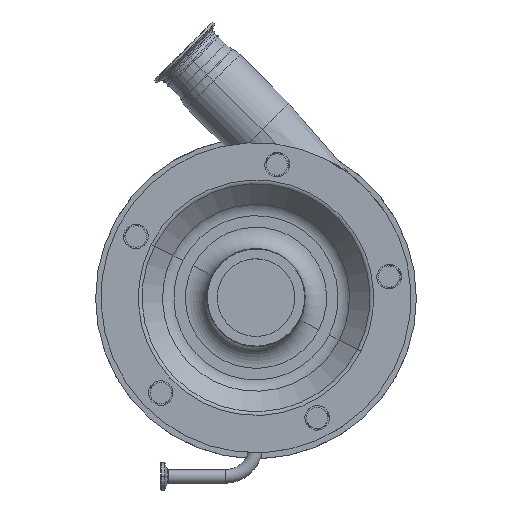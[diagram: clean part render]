
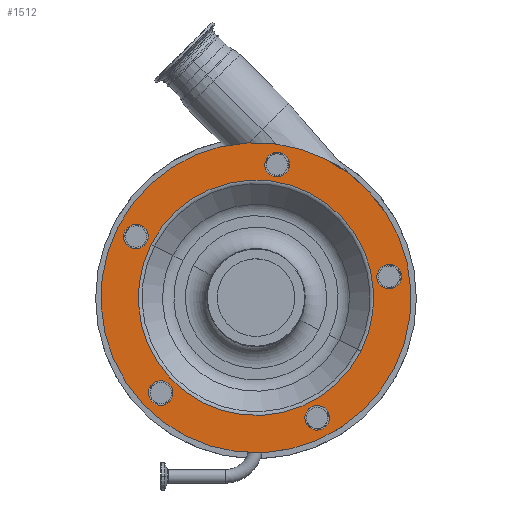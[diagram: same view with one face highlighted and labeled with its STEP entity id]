
A CAD part, top view. The second image highlights one B-rep face of the part: STEP entity #1512.
In plain terms, the highlighted planar face has unit normal (0, 0, 1).
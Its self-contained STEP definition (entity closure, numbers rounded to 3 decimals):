
#92 = ORIENTED_EDGE ( 'NONE', *, *, #2938, .F. ) ;
#133 = ORIENTED_EDGE ( 'NONE', *, *, #2809, .F. ) ;
#410 = VERTEX_POINT ( 'NONE', #19826 ) ;
#420 = EDGE_LOOP ( 'NONE', ( #13782, #12629 ) ) ;
#699 = CARTESIAN_POINT ( 'NONE',  ( 124.449, 19.711, 295. ) ) ;
#820 = AXIS2_PLACEMENT_3D ( 'NONE', #13790, #7496, #13890 ) ;
#858 = VERTEX_POINT ( 'NONE', #3073 ) ;
#1190 = ORIENTED_EDGE ( 'NONE', *, *, #9727, .F. ) ;
#1358 = EDGE_LOOP ( 'NONE', ( #4387, #1190 ) ) ;
#1457 = AXIS2_PLACEMENT_3D ( 'NONE', #18274, #18166, #9997 ) ;
#1499 = DIRECTION ( 'NONE',  ( -0.891, 0.454, 0. ) ) ;
#1512 = ADVANCED_FACE ( 'NONE', ( #14074, #20417, #6206, #7886, #14287, #19388, #12038 ), #2530, .T. ) ;
#1787 = CARTESIAN_POINT ( 'NONE',  ( -122.513, 62.424, 295. ) ) ;
#2426 = DIRECTION ( 'NONE',  ( 0., 0., 1. ) ) ;
#2530 = PLANE ( 'NONE',  #3625 ) ;
#2809 = EDGE_CURVE ( 'NONE', #3583, #15302, #7448, .T. ) ;
#2938 = EDGE_CURVE ( 'NONE', #16715, #858, #18825, .T. ) ;
#3028 = EDGE_CURVE ( 'NONE', #14154, #4491, #11474, .T. ) ;
#3073 = CARTESIAN_POINT ( 'NONE',  ( -98.074, 49.971, 295. ) ) ;
#3155 = CIRCLE ( 'NONE', #820, 11.5 ) ;
#3583 = VERTEX_POINT ( 'NONE', #3980 ) ;
#3625 = AXIS2_PLACEMENT_3D ( 'NONE', #16158, #2426, #18330 ) ;
#3643 = DIRECTION ( 'NONE',  ( -0.891, 0.454, 0. ) ) ;
#3746 = DIRECTION ( 'NONE',  ( -0.891, 0.454, 0. ) ) ;
#3753 = AXIS2_PLACEMENT_3D ( 'NONE', #14427, #5950, #4374 ) ;
#3848 = CIRCLE ( 'NONE', #14541, 145. ) ;
#3870 = EDGE_CURVE ( 'NONE', #10423, #12318, #3155, .T. ) ;
#3980 = CARTESIAN_POINT ( 'NONE',  ( 9.464, 129.67, 295. ) ) ;
#4190 = ORIENTED_EDGE ( 'NONE', *, *, #9166, .F. ) ;
#4374 = DIRECTION ( 'NONE',  ( -0.891, 0.454, 0. ) ) ;
#4387 = ORIENTED_EDGE ( 'NONE', *, *, #3028, .F. ) ;
#4491 = VERTEX_POINT ( 'NONE', #20518 ) ;
#4708 = DIRECTION ( 'NONE',  ( 0., 0., 1. ) ) ;
#4858 = DIRECTION ( 'NONE',  ( -0.891, 0.454, 0. ) ) ;
#5192 = CARTESIAN_POINT ( 'NONE',  ( 98.074, -49.971, 295. ) ) ;
#5410 = DIRECTION ( 'NONE',  ( 0., 0., 1. ) ) ;
#5432 = DIRECTION ( 'NONE',  ( -0.891, 0.454, 0. ) ) ;
#5481 = CARTESIAN_POINT ( 'NONE',  ( 67.449, -117.488, 295. ) ) ;
#5950 = DIRECTION ( 'NONE',  ( 0., 0., 1. ) ) ;
#6141 = CIRCLE ( 'NONE', #6487, 110.071 ) ;
#6206 = FACE_BOUND ( 'NONE', #420, .T. ) ;
#6220 = DIRECTION ( 'NONE',  ( -0.891, 0.454, 0. ) ) ;
#6235 = AXIS2_PLACEMENT_3D ( 'NONE', #20039, #5410, #3746 ) ;
#6334 = EDGE_CURVE ( 'NONE', #12318, #10423, #8188, .T. ) ;
#6487 = AXIS2_PLACEMENT_3D ( 'NONE', #11588, #12962, #3643 ) ;
#6645 = CARTESIAN_POINT ( 'NONE',  ( 29.957, 119.228, 295. ) ) ;
#6675 = ORIENTED_EDGE ( 'NONE', *, *, #12994, .F. ) ;
#7021 = CARTESIAN_POINT ( 'NONE',  ( -89.095, -89.095, 295. ) ) ;
#7364 = EDGE_CURVE ( 'NONE', #14703, #410, #12521, .T. ) ;
#7402 = CARTESIAN_POINT ( 'NONE',  ( 114.202, 24.932, 295. ) ) ;
#7448 = CIRCLE ( 'NONE', #17156, 11.5 ) ;
#7496 = DIRECTION ( 'NONE',  ( 0., 0., 1. ) ) ;
#7886 = FACE_BOUND ( 'NONE', #11030, .T. ) ;
#8004 = VERTEX_POINT ( 'NONE', #17867 ) ;
#8188 = CIRCLE ( 'NONE', #10525, 11.5 ) ;
#8518 = VERTEX_POINT ( 'NONE', #12357 ) ;
#8617 = CARTESIAN_POINT ( 'NONE',  ( 46.956, -107.046, 295. ) ) ;
#8837 = DIRECTION ( 'NONE',  ( -0.891, 0.454, 0. ) ) ;
#8880 = AXIS2_PLACEMENT_3D ( 'NONE', #10408, #18561, #8837 ) ;
#9166 = EDGE_CURVE ( 'NONE', #858, #16715, #6141, .T. ) ;
#9324 = EDGE_LOOP ( 'NONE', ( #4190, #92 ) ) ;
#9699 = EDGE_CURVE ( 'NONE', #13424, #8004, #3848, .T. ) ;
#9727 = EDGE_CURVE ( 'NONE', #4491, #14154, #20190, .T. ) ;
#9848 = EDGE_LOOP ( 'NONE', ( #133, #15879 ) ) ;
#9997 = DIRECTION ( 'NONE',  ( -0.891, 0.454, 0. ) ) ;
#10408 = CARTESIAN_POINT ( 'NONE',  ( 124.449, 19.711, 295. ) ) ;
#10423 = VERTEX_POINT ( 'NONE', #5481 ) ;
#10525 = AXIS2_PLACEMENT_3D ( 'NONE', #11332, #16048, #4858 ) ;
#10640 = ORIENTED_EDGE ( 'NONE', *, *, #13778, .F. ) ;
#10650 = EDGE_CURVE ( 'NONE', #8518, #11301, #12535, .T. ) ;
#10679 = DIRECTION ( 'NONE',  ( -0.891, 0.454, 0. ) ) ;
#11030 = EDGE_LOOP ( 'NONE', ( #10640, #17083 ) ) ;
#11301 = VERTEX_POINT ( 'NONE', #7402 ) ;
#11324 = DIRECTION ( 'NONE',  ( -0.891, 0.454, 0. ) ) ;
#11332 = CARTESIAN_POINT ( 'NONE',  ( 57.203, -112.267, 295. ) ) ;
#11395 = AXIS2_PLACEMENT_3D ( 'NONE', #699, #15117, #17968 ) ;
#11474 = CIRCLE ( 'NONE', #20146, 11.5 ) ;
#11561 = ORIENTED_EDGE ( 'NONE', *, *, #20096, .T. ) ;
#11588 = CARTESIAN_POINT ( 'NONE',  ( 0., 0., 295. ) ) ;
#11782 = EDGE_LOOP ( 'NONE', ( #6675, #15859 ) ) ;
#12038 = FACE_BOUND ( 'NONE', #9324, .T. ) ;
#12318 = VERTEX_POINT ( 'NONE', #8617 ) ;
#12357 = CARTESIAN_POINT ( 'NONE',  ( 134.695, 14.49, 295. ) ) ;
#12521 = CIRCLE ( 'NONE', #15566, 11.5 ) ;
#12535 = CIRCLE ( 'NONE', #8880, 11.5 ) ;
#12629 = ORIENTED_EDGE ( 'NONE', *, *, #3870, .F. ) ;
#12759 = CARTESIAN_POINT ( 'NONE',  ( -112.267, 57.203, 295. ) ) ;
#12819 = DIRECTION ( 'NONE',  ( 0., 0., 1. ) ) ;
#12962 = DIRECTION ( 'NONE',  ( 0., 0., 1. ) ) ;
#12994 = EDGE_CURVE ( 'NONE', #410, #14703, #16463, .T. ) ;
#13424 = VERTEX_POINT ( 'NONE', #18155 ) ;
#13614 = CIRCLE ( 'NONE', #18620, 11.5 ) ;
#13778 = EDGE_CURVE ( 'NONE', #11301, #8518, #17756, .T. ) ;
#13782 = ORIENTED_EDGE ( 'NONE', *, *, #6334, .F. ) ;
#13790 = CARTESIAN_POINT ( 'NONE',  ( 57.203, -112.267, 295. ) ) ;
#13890 = DIRECTION ( 'NONE',  ( -0.891, 0.454, 0. ) ) ;
#14074 = FACE_OUTER_BOUND ( 'NONE', #20321, .T. ) ;
#14154 = VERTEX_POINT ( 'NONE', #1787 ) ;
#14237 = DIRECTION ( 'NONE',  ( -0.891, 0.454, 0. ) ) ;
#14275 = DIRECTION ( 'NONE',  ( 0., 0., 1. ) ) ;
#14287 = FACE_BOUND ( 'NONE', #9848, .T. ) ;
#14427 = CARTESIAN_POINT ( 'NONE',  ( -89.095, -89.095, 295. ) ) ;
#14541 = AXIS2_PLACEMENT_3D ( 'NONE', #18942, #15494, #10679 ) ;
#14615 = CARTESIAN_POINT ( 'NONE',  ( 19.711, 124.449, 295. ) ) ;
#14617 = CIRCLE ( 'NONE', #6235, 145. ) ;
#14703 = VERTEX_POINT ( 'NONE', #18936 ) ;
#15117 = DIRECTION ( 'NONE',  ( 0., 0., 1. ) ) ;
#15302 = VERTEX_POINT ( 'NONE', #6645 ) ;
#15494 = DIRECTION ( 'NONE',  ( 0., 0., 1. ) ) ;
#15566 = AXIS2_PLACEMENT_3D ( 'NONE', #7021, #19779, #11324 ) ;
#15859 = ORIENTED_EDGE ( 'NONE', *, *, #7364, .F. ) ;
#15879 = ORIENTED_EDGE ( 'NONE', *, *, #19786, .F. ) ;
#16048 = DIRECTION ( 'NONE',  ( 0., 0., 1. ) ) ;
#16145 = CARTESIAN_POINT ( 'NONE',  ( -112.267, 57.203, 295. ) ) ;
#16158 = CARTESIAN_POINT ( 'NONE',  ( -129.196, 65.829, 295. ) ) ;
#16463 = CIRCLE ( 'NONE', #3753, 11.5 ) ;
#16656 = DIRECTION ( 'NONE',  ( 0., 0., 1. ) ) ;
#16715 = VERTEX_POINT ( 'NONE', #5192 ) ;
#17083 = ORIENTED_EDGE ( 'NONE', *, *, #10650, .F. ) ;
#17156 = AXIS2_PLACEMENT_3D ( 'NONE', #14615, #12819, #6220 ) ;
#17756 = CIRCLE ( 'NONE', #11395, 11.5 ) ;
#17867 = CARTESIAN_POINT ( 'NONE',  ( 129.196, -65.829, 295. ) ) ;
#17968 = DIRECTION ( 'NONE',  ( -0.891, 0.454, 0. ) ) ;
#18155 = CARTESIAN_POINT ( 'NONE',  ( -129.196, 65.829, 295. ) ) ;
#18166 = DIRECTION ( 'NONE',  ( 0., 0., 1. ) ) ;
#18274 = CARTESIAN_POINT ( 'NONE',  ( 0., 0., 295. ) ) ;
#18330 = DIRECTION ( 'NONE',  ( 0., -1., 0. ) ) ;
#18561 = DIRECTION ( 'NONE',  ( 0., 0., 1. ) ) ;
#18620 = AXIS2_PLACEMENT_3D ( 'NONE', #19760, #16656, #5432 ) ;
#18825 = CIRCLE ( 'NONE', #1457, 110.071 ) ;
#18936 = CARTESIAN_POINT ( 'NONE',  ( -78.849, -94.316, 295. ) ) ;
#18942 = CARTESIAN_POINT ( 'NONE',  ( 0., 0., 295. ) ) ;
#19388 = FACE_BOUND ( 'NONE', #1358, .T. ) ;
#19722 = ORIENTED_EDGE ( 'NONE', *, *, #9699, .T. ) ;
#19760 = CARTESIAN_POINT ( 'NONE',  ( 19.711, 124.449, 295. ) ) ;
#19779 = DIRECTION ( 'NONE',  ( 0., 0., 1. ) ) ;
#19786 = EDGE_CURVE ( 'NONE', #15302, #3583, #13614, .T. ) ;
#19826 = CARTESIAN_POINT ( 'NONE',  ( -99.342, -83.875, 295. ) ) ;
#19867 = AXIS2_PLACEMENT_3D ( 'NONE', #12759, #4708, #14237 ) ;
#20039 = CARTESIAN_POINT ( 'NONE',  ( 0., 0., 295. ) ) ;
#20096 = EDGE_CURVE ( 'NONE', #8004, #13424, #14617, .T. ) ;
#20146 = AXIS2_PLACEMENT_3D ( 'NONE', #16145, #14275, #1499 ) ;
#20190 = CIRCLE ( 'NONE', #19867, 11.5 ) ;
#20321 = EDGE_LOOP ( 'NONE', ( #19722, #11561 ) ) ;
#20417 = FACE_BOUND ( 'NONE', #11782, .T. ) ;
#20518 = CARTESIAN_POINT ( 'NONE',  ( -102.02, 51.982, 295. ) ) ;
